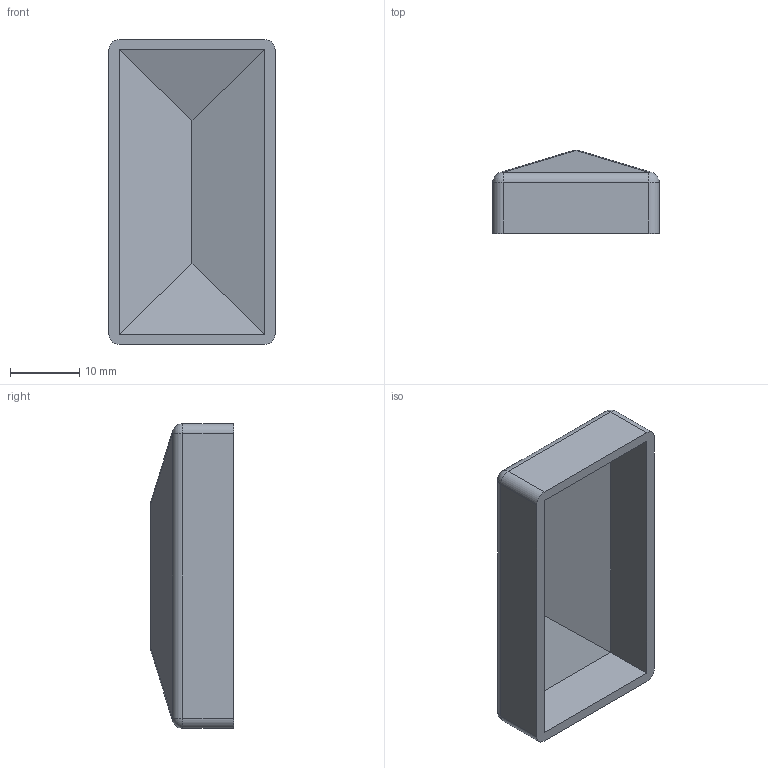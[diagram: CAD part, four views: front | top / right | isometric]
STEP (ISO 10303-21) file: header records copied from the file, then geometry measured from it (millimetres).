
FILE_DESCRIPTION (( 'STEP AP203' ), '1' );
FILE_NAME ('168-20X40.step', '2021-08-10T14:29:01', ( '' ), ( '' ), 'SwSTEP 2.0', 'SolidWorks 2018', '' );
FILE_SCHEMA (( 'CONFIG_CONTROL_DESIGN' ));
Length unit declared in the file: millimetre
Products named in the file (2): 168-20X40
Bounding box: 24 x 12 x 44 mm (x, y, z)
Volume: 2994.4 mm3; surface area: 4200.8 mm2
Topology: 1 solids, 1 shells, 263 faces, 681 edges, 442 vertices
Faces by surface type: plane 130, bspline 112, cylinder 13, sphere 8
Entity records: 14204 total; most frequent: CARTESIAN_POINT 8400, ORIENTED_EDGE 1354, DIRECTION 789, EDGE_CURVE 677, VERTEX_POINT 442, LINE 423, VECTOR 423, EDGE_LOOP 289
